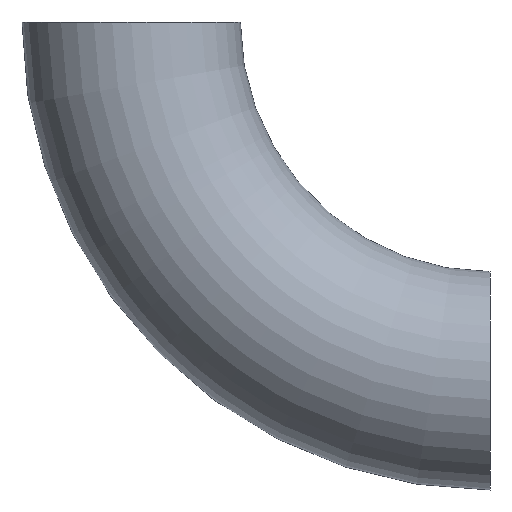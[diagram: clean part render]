
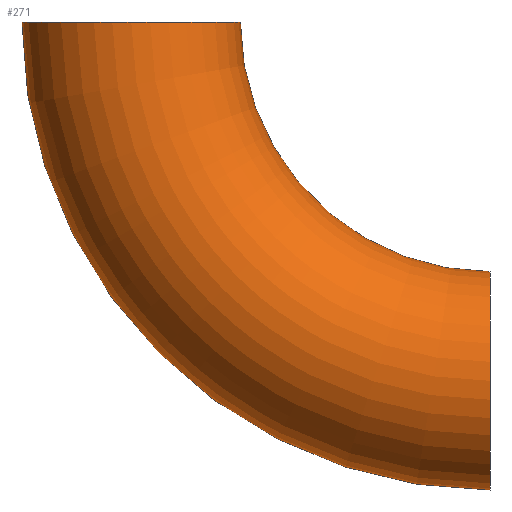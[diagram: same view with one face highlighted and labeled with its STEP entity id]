
A CAD part, left-side view. The second image highlights one B-rep face of the part: STEP entity #271.
In plain terms, the highlighted toroidal (fillet/blend) face has major radius 69 mm and minor radius 21 mm.
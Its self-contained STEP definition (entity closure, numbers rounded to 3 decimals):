
#2 = CARTESIAN_POINT ( 'NONE',  ( 0., 0., -21. ) ) ;
#271 = ADVANCED_FACE ( 'NONE', ( #7498 ), #5072, .T. ) ;
#294 = AXIS2_PLACEMENT_3D ( 'NONE', #7410, #6530, #3715 ) ;
#510 = DIRECTION ( 'NONE',  ( 0., 0., -1. ) ) ;
#633 = ORIENTED_EDGE ( 'NONE', *, *, #9536, .F. ) ;
#1317 = EDGE_CURVE ( 'NONE', #4202, #5490, #11128, .T. ) ;
#2177 = ORIENTED_EDGE ( 'NONE', *, *, #1317, .F. ) ;
#2237 = CARTESIAN_POINT ( 'NONE',  ( 0., 0., 69. ) ) ;
#2526 = CARTESIAN_POINT ( 'NONE',  ( 0., 0., 69. ) ) ;
#3715 = DIRECTION ( 'NONE',  ( 0., 0., 1. ) ) ;
#3778 = VERTEX_POINT ( 'NONE', #2 ) ;
#3935 = ORIENTED_EDGE ( 'NONE', *, *, #10030, .T. ) ;
#4202 = VERTEX_POINT ( 'NONE', #5454 ) ;
#4268 = CARTESIAN_POINT ( 'NONE',  ( 0., 48., 69. ) ) ;
#4270 = DIRECTION ( 'NONE',  ( 1., 0., 0. ) ) ;
#4305 = CARTESIAN_POINT ( 'NONE',  ( 0., 69., 69. ) ) ;
#5072 = TOROIDAL_SURFACE ( 'NONE', #11774, 69., 21. ) ;
#5266 = AXIS2_PLACEMENT_3D ( 'NONE', #9751, #4270, #510 ) ;
#5454 = CARTESIAN_POINT ( 'NONE',  ( 0., 90., 69. ) ) ;
#5490 = VERTEX_POINT ( 'NONE', #4268 ) ;
#6076 = DIRECTION ( 'NONE',  ( 1., 0., 0. ) ) ;
#6497 = EDGE_LOOP ( 'NONE', ( #633, #6736, #3935, #2177 ) ) ;
#6530 = DIRECTION ( 'NONE',  ( 0., 1., 0. ) ) ;
#6736 = ORIENTED_EDGE ( 'NONE', *, *, #9328, .T. ) ;
#6789 = CARTESIAN_POINT ( 'NONE',  ( 0., 0., 21. ) ) ;
#7072 = DIRECTION ( 'NONE',  ( 0., -1., 0. ) ) ;
#7410 = CARTESIAN_POINT ( 'NONE',  ( 0., 0., 0. ) ) ;
#7498 = FACE_OUTER_BOUND ( 'NONE', #6497, .T. ) ;
#7890 = CIRCLE ( 'NONE', #294, 21. ) ;
#8139 = DIRECTION ( 'NONE',  ( 0., 0., -1. ) ) ;
#8579 = AXIS2_PLACEMENT_3D ( 'NONE', #2526, #8997, #8139 ) ;
#8712 = DIRECTION ( 'NONE',  ( 0., 0., -1. ) ) ;
#8871 = AXIS2_PLACEMENT_3D ( 'NONE', #4305, #9017, #7072 ) ;
#8997 = DIRECTION ( 'NONE',  ( 1., 0., 0. ) ) ;
#9017 = DIRECTION ( 'NONE',  ( 0., 0., 1. ) ) ;
#9327 = CIRCLE ( 'NONE', #5266, 48. ) ;
#9328 = EDGE_CURVE ( 'NONE', #3778, #10184, #7890, .T. ) ;
#9536 = EDGE_CURVE ( 'NONE', #3778, #4202, #11239, .T. ) ;
#9751 = CARTESIAN_POINT ( 'NONE',  ( 0., 0., 69. ) ) ;
#10030 = EDGE_CURVE ( 'NONE', #10184, #5490, #9327, .T. ) ;
#10184 = VERTEX_POINT ( 'NONE', #6789 ) ;
#11128 = CIRCLE ( 'NONE', #8871, 21. ) ;
#11239 = CIRCLE ( 'NONE', #8579, 90. ) ;
#11774 = AXIS2_PLACEMENT_3D ( 'NONE', #2237, #6076, #8712 ) ;
